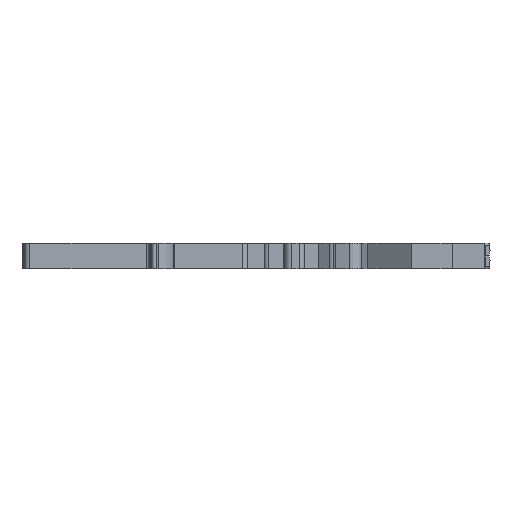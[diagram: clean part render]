
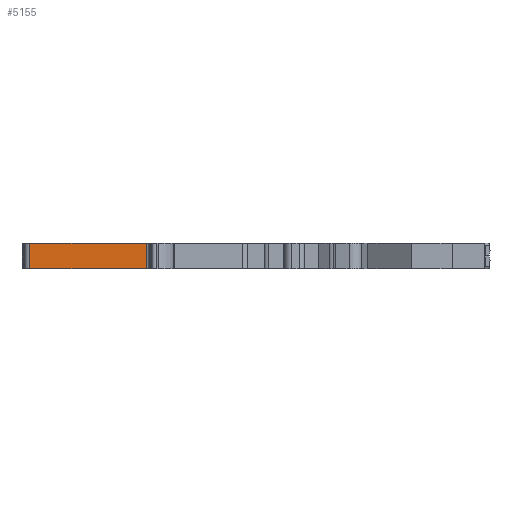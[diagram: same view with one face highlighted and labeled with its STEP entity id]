
A CAD part, front view. The second image highlights one B-rep face of the part: STEP entity #5155.
In plain terms, the highlighted planar face has unit normal (0, -1, 0).
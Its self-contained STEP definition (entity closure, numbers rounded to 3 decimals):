
#1597=DIRECTION('',(-1.,0.,0.));
#1598=VECTOR('',#1597,22.8);
#1599=CARTESIAN_POINT('',(-21.25,-34.,-2.5));
#1600=LINE('',#1599,#1598);
#1601=DIRECTION('',(1.,0.,0.));
#1602=VECTOR('',#1601,22.8);
#1603=CARTESIAN_POINT('',(-44.05,-34.,2.5));
#1604=LINE('',#1603,#1602);
#1605=DIRECTION('',(0.,0.,-1.));
#1606=VECTOR('',#1605,5.);
#1607=CARTESIAN_POINT('',(-21.25,-34.,2.5));
#1608=LINE('',#1607,#1606);
#1609=DIRECTION('',(0.,0.,-1.));
#1610=VECTOR('',#1609,5.);
#1611=CARTESIAN_POINT('',(-44.05,-34.,2.5));
#1612=LINE('',#1611,#1610);
#2687=CARTESIAN_POINT('',(-44.05,-34.,-2.5));
#2688=VERTEX_POINT('',#2687);
#2689=CARTESIAN_POINT('',(-21.25,-34.,-2.5));
#2690=VERTEX_POINT('',#2689);
#3235=CARTESIAN_POINT('',(-21.25,-34.,2.5));
#3236=VERTEX_POINT('',#3235);
#3237=CARTESIAN_POINT('',(-44.05,-34.,2.5));
#3238=VERTEX_POINT('',#3237);
#5143=CARTESIAN_POINT('',(-32.65,-34.,0.));
#5144=DIRECTION('',(0.,1.,0.));
#5145=DIRECTION('',(1.,0.,0.));
#5146=AXIS2_PLACEMENT_3D('',#5143,#5144,#5145);
#5147=PLANE('',#5146);
#5148=ORIENTED_EDGE('',*,*,#3680,.T.);
#5150=ORIENTED_EDGE('',*,*,#5149,.F.);
#5151=ORIENTED_EDGE('',*,*,#3998,.T.);
#5152=ORIENTED_EDGE('',*,*,#5136,.T.);
#5153=EDGE_LOOP('',(#5148,#5150,#5151,#5152));
#5154=FACE_OUTER_BOUND('',#5153,.F.);
#3680=EDGE_CURVE('',#2690,#2688,#1600,.T.);
#3998=EDGE_CURVE('',#3238,#3236,#1604,.T.);
#5136=EDGE_CURVE('',#3236,#2690,#1608,.T.);
#5149=EDGE_CURVE('',#3238,#2688,#1612,.T.);
#5155=ADVANCED_FACE('',(#5154),#5147,.F.);
